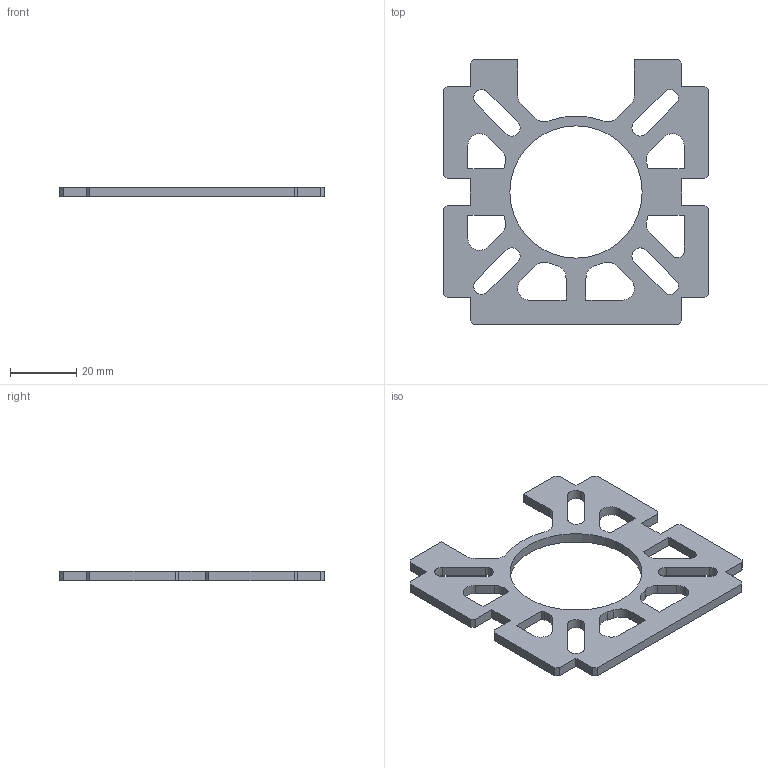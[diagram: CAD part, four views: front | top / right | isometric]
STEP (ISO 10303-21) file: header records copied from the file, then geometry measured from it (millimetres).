
FILE_DESCRIPTION (( 'STEP AP203' ), '1' );
FILE_NAME ('粣創盓傅啣x4-抯啣.STEP', '2024-11-05T11:28:08', ( '' ), ( '' ), 'SwSTEP 2.0', 'SolidWorks 2020', '' );
FILE_SCHEMA (( 'CONFIG_CONTROL_DESIGN' ));
Length unit declared in the file: millimetre
Products named in the file (1): 粣創盓傅啣x4-抯啣
Bounding box: 80 x 80 x 3 mm (x, y, z)
Volume: 9451.7 mm3; surface area: 9028.6 mm2
Topology: 1 solids, 1 shells, 107 faces, 315 edges, 210 vertices
Faces by surface type: plane 65, cylinder 42
Entity records: 3694 total; most frequent: CARTESIAN_POINT 633, ORIENTED_EDGE 630, DIRECTION 615, EDGE_CURVE 315, LINE 231, VECTOR 231, VERTEX_POINT 210, AXIS2_PLACEMENT_3D 192
